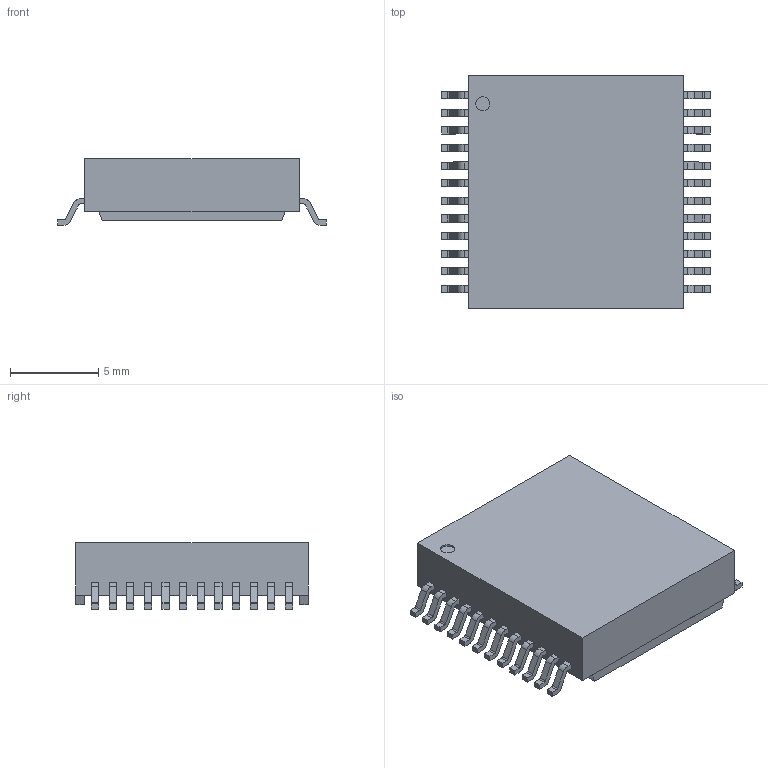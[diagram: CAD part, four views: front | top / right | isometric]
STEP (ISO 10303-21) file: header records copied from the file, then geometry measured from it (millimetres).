
FILE_DESCRIPTION(/* description */ (''),/* implementation_level */ '2;1');
FILE_NAME(/* name */ 'XFRM_HALO_J24.stp',/* time_stamp */ '2017-08-22T15:59:38+02:00',/* author */ ('jchouvet'),/* organization */ (''),/* preprocessor_version */ 'ST-DEVELOPER v16.1',/* originating_system */ 'AutoCAD Mechanical',/* authorisation */ '');
FILE_SCHEMA (('AUTOMOTIVE_DESIGN { 1 0 10303 214 3 1 1 }'));
Length unit declared in the file: millimetre
Products named in the file (1): Product
Bounding box: 15.24 x 13.21 x 3.76 mm (x, y, z)
Volume: 488.8 mm3; surface area: 598.3 mm2
Topology: 27 solids, 27 shells, 356 faces, 903 edges, 602 vertices
Faces by surface type: plane 259, cylinder 97
Full cylindrical faces by diameter (mm): 0.8 x1
Entity records: 10689 total; most frequent: CARTESIAN_POINT 1861, DIRECTION 1810, ORIENTED_EDGE 1804, EDGE_CURVE 902, LINE 708, VECTOR 708, VERTEX_POINT 602, AXIS2_PLACEMENT_3D 551
